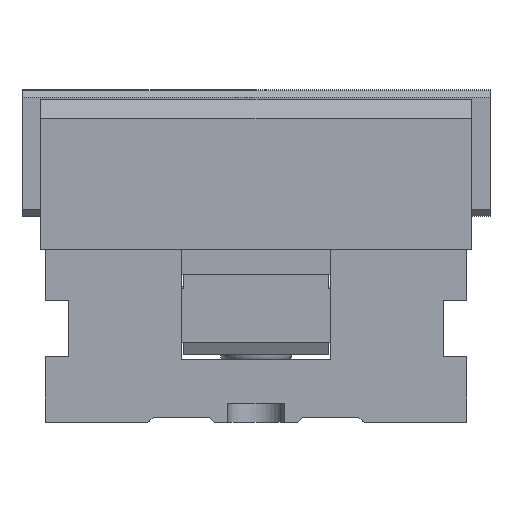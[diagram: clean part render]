
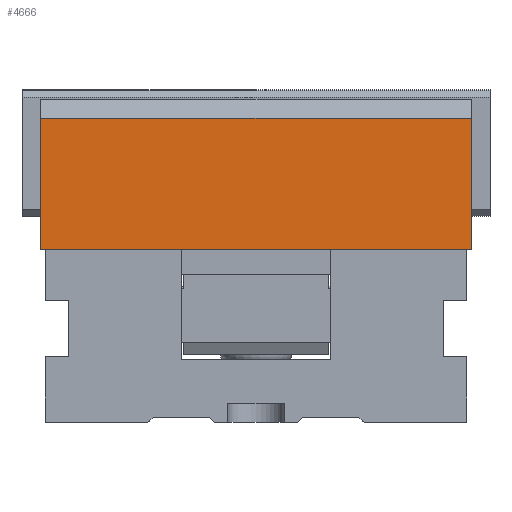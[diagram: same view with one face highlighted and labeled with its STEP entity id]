
A CAD part, left-side view. The second image highlights one B-rep face of the part: STEP entity #4666.
In plain terms, the highlighted planar face has unit normal (-1, 0, 0).
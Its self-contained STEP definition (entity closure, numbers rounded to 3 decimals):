
#2762=PLANE('',#9095);
#3012=FACE_OUTER_BOUND('',#5448,.T.);
#3501=LINE('',#12070,#4087);
#3508=LINE('',#12087,#4094);
#3518=LINE('',#12106,#4104);
#3519=LINE('',#12108,#4105);
#4087=VECTOR('',#9984,1.);
#4094=VECTOR('',#9997,1.);
#4104=VECTOR('',#10009,1.);
#4105=VECTOR('',#10010,1.);
#4666=ADVANCED_FACE('',(#3012),#2762,.T.);
#5448=EDGE_LOOP('',(#6201,#6202,#6203,#6204));
#6201=ORIENTED_EDGE('',*,*,#8269,.T.);
#6202=ORIENTED_EDGE('',*,*,#8279,.T.);
#6203=ORIENTED_EDGE('',*,*,#8280,.F.);
#6204=ORIENTED_EDGE('',*,*,#8261,.T.);
#7601=VERTEX_POINT('',#12069);
#7602=VERTEX_POINT('',#12071);
#7608=VERTEX_POINT('',#12086);
#7617=VERTEX_POINT('',#12107);
#8261=EDGE_CURVE('',#7602,#7601,#3501,.T.);
#8269=EDGE_CURVE('',#7601,#7608,#3508,.T.);
#8279=EDGE_CURVE('',#7608,#7617,#3518,.T.);
#8280=EDGE_CURVE('',#7602,#7617,#3519,.T.);
#9095=AXIS2_PLACEMENT_3D('',#12109,#10011,#10012);
#9984=DIRECTION('',(0.,-1.,0.));
#9997=DIRECTION('',(0.,0.,1.));
#10009=DIRECTION('',(0.,1.,0.));
#10010=DIRECTION('',(0.,0.,1.));
#10011=DIRECTION('',(-1.,0.,0.));
#10012=DIRECTION('',(0.,0.,1.));
#12069=CARTESIAN_POINT('',(-37.435,-50.238,91.547));
#12070=CARTESIAN_POINT('',(-37.435,-4.238,91.547));
#12071=CARTESIAN_POINT('',(-37.435,41.762,91.547));
#12086=CARTESIAN_POINT('',(-37.435,-50.238,119.547));
#12087=CARTESIAN_POINT('',(-37.435,-50.238,91.547));
#12106=CARTESIAN_POINT('',(-37.435,-4.238,119.547));
#12107=CARTESIAN_POINT('',(-37.435,41.762,119.547));
#12108=CARTESIAN_POINT('',(-37.435,41.762,91.547));
#12109=CARTESIAN_POINT('',(-37.435,-4.238,91.547));
